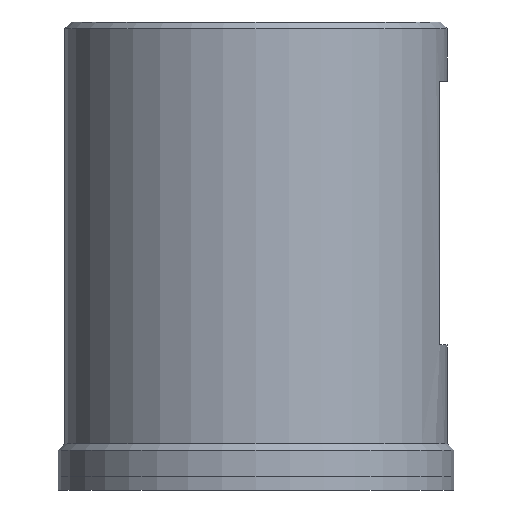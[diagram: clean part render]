
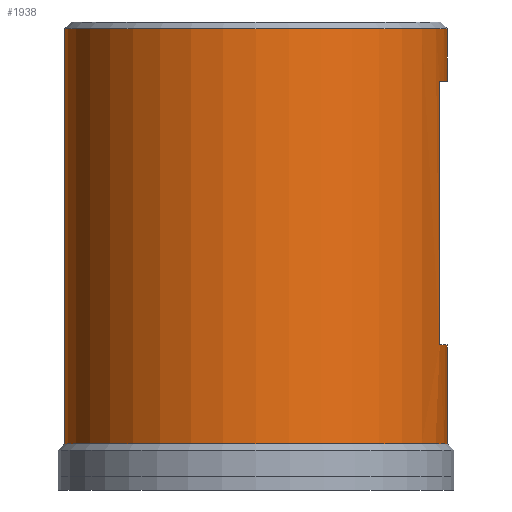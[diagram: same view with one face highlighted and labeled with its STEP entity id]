
A CAD part, left-side view. The second image highlights one B-rep face of the part: STEP entity #1938.
In plain terms, the highlighted cylindrical face has radius 29 mm (diameter 58 mm), a full revolution.
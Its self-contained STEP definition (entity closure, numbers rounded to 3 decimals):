
#13=B_SPLINE_CURVE_WITH_KNOTS('',3,(#3113,#3114,#3115,#3116,#3117,#3118,
#3119,#3120),.UNSPECIFIED.,.F.,.F.,(4,2,2,4),(2.539,2.688,
2.838,2.973),.UNSPECIFIED.);
#14=B_SPLINE_CURVE_WITH_KNOTS('',3,(#3130,#3131,#3132,#3133,#3134,#3135,
#3136,#3137),.UNSPECIFIED.,.F.,.F.,(4,2,2,4),(0.176,0.302,
0.453,0.603),.UNSPECIFIED.);
#15=B_SPLINE_CURVE_WITH_KNOTS('',3,(#3138,#3139,#3140,#3141,#3142,#3143,
#3144,#3145,#3146,#3147,#3148,#3149,#3150,#3151,#3152,#3153,#3154,#3155,
#3156,#3157,#3158,#3159,#3160),.UNSPECIFIED.,.F.,.F.,(4,2,2,2,2,2,2,3,2,
2,4),(1.763,1.918,2.111,2.304,
2.505,2.706,2.895,3.084,3.273,
3.462,3.633),.UNSPECIFIED.);
#30=FACE_BOUND('',#284,.T.);
#45=CYLINDRICAL_SURFACE('',#2086,29.);
#82=CIRCLE('',#2084,29.);
#83=CIRCLE('',#2085,29.);
#84=CIRCLE('',#2087,29.);
#85=CIRCLE('',#2088,29.);
#86=CIRCLE('',#2089,29.);
#178=FACE_OUTER_BOUND('',#283,.T.);
#283=EDGE_LOOP('',(#1673,#1674,#1675,#1676,#1677));
#284=EDGE_LOOP('',(#1678,#1679,#1680,#1681,#1682,#1683,#1684));
#508=LINE('',#3109,#735);
#509=LINE('',#3122,#736);
#510=LINE('',#3126,#737);
#735=VECTOR('',#2548,29.);
#736=VECTOR('',#2551,10.);
#737=VECTOR('',#2554,10.);
#913=VERTEX_POINT('',#3102);
#914=VERTEX_POINT('',#3104);
#915=VERTEX_POINT('',#3108);
#916=VERTEX_POINT('',#3111);
#917=VERTEX_POINT('',#3112);
#918=VERTEX_POINT('',#3121);
#919=VERTEX_POINT('',#3123);
#920=VERTEX_POINT('',#3125);
#921=VERTEX_POINT('',#3127);
#922=VERTEX_POINT('',#3129);
#1172=EDGE_CURVE('',#913,#914,#82,.T.);
#1173=EDGE_CURVE('',#914,#913,#83,.T.);
#1174=EDGE_CURVE('',#914,#915,#508,.T.);
#1175=EDGE_CURVE('',#915,#915,#84,.T.);
#1176=EDGE_CURVE('',#916,#917,#13,.T.);
#1177=EDGE_CURVE('',#916,#918,#509,.T.);
#1178=EDGE_CURVE('',#918,#919,#85,.T.);
#1179=EDGE_CURVE('',#919,#920,#510,.T.);
#1180=EDGE_CURVE('',#920,#921,#86,.T.);
#1181=EDGE_CURVE('',#922,#921,#14,.T.);
#1182=EDGE_CURVE('',#922,#917,#15,.T.);
#1673=ORIENTED_EDGE('',*,*,#1172,.F.);
#1674=ORIENTED_EDGE('',*,*,#1173,.F.);
#1675=ORIENTED_EDGE('',*,*,#1174,.T.);
#1676=ORIENTED_EDGE('',*,*,#1175,.F.);
#1677=ORIENTED_EDGE('',*,*,#1174,.F.);
#1678=ORIENTED_EDGE('',*,*,#1176,.F.);
#1679=ORIENTED_EDGE('',*,*,#1177,.T.);
#1680=ORIENTED_EDGE('',*,*,#1178,.T.);
#1681=ORIENTED_EDGE('',*,*,#1179,.T.);
#1682=ORIENTED_EDGE('',*,*,#1180,.T.);
#1683=ORIENTED_EDGE('',*,*,#1181,.F.);
#1684=ORIENTED_EDGE('',*,*,#1182,.T.);
#1938=ADVANCED_FACE('',(#178,#30),#45,.T.);
#2084=AXIS2_PLACEMENT_3D('',#3105,#2542,#2543);
#2085=AXIS2_PLACEMENT_3D('',#3106,#2544,#2545);
#2086=AXIS2_PLACEMENT_3D('',#3107,#2546,#2547);
#2087=AXIS2_PLACEMENT_3D('',#3110,#2549,#2550);
#2088=AXIS2_PLACEMENT_3D('',#3124,#2552,#2553);
#2089=AXIS2_PLACEMENT_3D('',#3128,#2555,#2556);
#2542=DIRECTION('center_axis',(0.,0.,1.));
#2543=DIRECTION('ref_axis',(-1.,0.,0.));
#2544=DIRECTION('center_axis',(0.,0.,1.));
#2545=DIRECTION('ref_axis',(-1.,0.,0.));
#2546=DIRECTION('center_axis',(0.,0.,1.));
#2547=DIRECTION('ref_axis',(1.,0.,0.));
#2548=DIRECTION('',(0.,0.,-1.));
#2549=DIRECTION('center_axis',(0.,0.,-1.));
#2550=DIRECTION('ref_axis',(1.,0.,0.));
#2551=DIRECTION('',(0.,0.,-1.));
#2552=DIRECTION('center_axis',(0.,0.,-1.));
#2553=DIRECTION('ref_axis',(1.,0.,0.));
#2554=DIRECTION('',(0.,0.,1.));
#2555=DIRECTION('center_axis',(0.,0.,1.));
#2556=DIRECTION('ref_axis',(1.,0.,0.));
#3102=CARTESIAN_POINT('',(29.,0.,68.));
#3104=CARTESIAN_POINT('',(-29.,0.,68.));
#3105=CARTESIAN_POINT('Origin',(0.,0.,68.));
#3106=CARTESIAN_POINT('Origin',(0.,0.,68.));
#3107=CARTESIAN_POINT('Origin',(0.,0.,3.));
#3108=CARTESIAN_POINT('',(-29.,0.,5.));
#3109=CARTESIAN_POINT('',(-29.,0.,3.));
#3110=CARTESIAN_POINT('Origin',(0.,0.,5.));
#3111=CARTESIAN_POINT('',(8.,-27.875,51.938));
#3112=CARTESIAN_POINT('',(10.222,-27.139,55.521));
#3113=CARTESIAN_POINT('Ctrl Pts',(8.,-27.875,51.938));
#3114=CARTESIAN_POINT('Ctrl Pts',(8.,-27.875,52.437));
#3115=CARTESIAN_POINT('Ctrl Pts',(8.099,-27.847,52.968));
#3116=CARTESIAN_POINT('Ctrl Pts',(8.499,-27.728,53.942));
#3117=CARTESIAN_POINT('Ctrl Pts',(8.798,-27.635,54.384));
#3118=CARTESIAN_POINT('Ctrl Pts',(9.444,-27.421,55.046));
#3119=CARTESIAN_POINT('Ctrl Pts',(9.817,-27.291,55.32));
#3120=CARTESIAN_POINT('Ctrl Pts',(10.222,-27.139,55.521));
#3121=CARTESIAN_POINT('',(8.,-27.875,20.));
#3122=CARTESIAN_POINT('',(8.,-27.875,3.));
#3123=CARTESIAN_POINT('',(-8.,-27.875,20.));
#3124=CARTESIAN_POINT('Origin',(0.,0.,20.));
#3125=CARTESIAN_POINT('',(-8.,-27.875,60.));
#3126=CARTESIAN_POINT('',(-8.,-27.875,3.));
#3127=CARTESIAN_POINT('',(-0.062,-29.,60.));
#3128=CARTESIAN_POINT('Origin',(0.,0.,60.));
#3129=CARTESIAN_POINT('',(3.521,-28.785,62.222));
#3130=CARTESIAN_POINT('Ctrl Pts',(3.521,-28.785,62.222));
#3131=CARTESIAN_POINT('Ctrl Pts',(3.324,-28.81,61.826));
#3132=CARTESIAN_POINT('Ctrl Pts',(3.061,-28.84,61.466));
#3133=CARTESIAN_POINT('Ctrl Pts',(2.411,-28.902,60.817));
#3134=CARTESIAN_POINT('Ctrl Pts',(1.962,-28.938,60.509));
#3135=CARTESIAN_POINT('Ctrl Pts',(0.977,-28.988,60.101));
#3136=CARTESIAN_POINT('Ctrl Pts',(0.441,-29.001,60.));
#3137=CARTESIAN_POINT('Ctrl Pts',(-0.062,-29.,
60.));
#3138=CARTESIAN_POINT('Ctrl Pts',(3.521,-28.785,62.222));
#3139=CARTESIAN_POINT('Ctrl Pts',(3.765,-28.756,62.714));
#3140=CARTESIAN_POINT('Ctrl Pts',(4.091,-28.712,63.16));
#3141=CARTESIAN_POINT('Ctrl Pts',(4.905,-28.586,63.979));
#3142=CARTESIAN_POINT('Ctrl Pts',(5.476,-28.485,64.368));
#3143=CARTESIAN_POINT('Ctrl Pts',(6.714,-28.219,64.878));
#3144=CARTESIAN_POINT('Ctrl Pts',(7.382,-28.052,65.));
#3145=CARTESIAN_POINT('Ctrl Pts',(8.644,-27.69,65.));
#3146=CARTESIAN_POINT('Ctrl Pts',(9.324,-27.468,64.869));
#3147=CARTESIAN_POINT('Ctrl Pts',(10.569,-27.014,64.343));
#3148=CARTESIAN_POINT('Ctrl Pts',(11.134,-26.782,63.948));
#3149=CARTESIAN_POINT('Ctrl Pts',(12.002,-26.404,63.057));
#3150=CARTESIAN_POINT('Ctrl Pts',(12.374,-26.229,62.509));
#3151=CARTESIAN_POINT('Ctrl Pts',(12.874,-25.987,61.296));
#3152=CARTESIAN_POINT('Ctrl Pts',(13.,-25.923,60.63));
#3153=CARTESIAN_POINT('Ctrl Pts',(13.,-25.923,60.));
#3154=CARTESIAN_POINT('Ctrl Pts',(13.,-25.923,59.37));
#3155=CARTESIAN_POINT('Ctrl Pts',(12.874,-25.987,58.704));
#3156=CARTESIAN_POINT('Ctrl Pts',(12.374,-26.229,57.491));
#3157=CARTESIAN_POINT('Ctrl Pts',(12.002,-26.404,56.943));
#3158=CARTESIAN_POINT('Ctrl Pts',(11.201,-26.753,56.121));
#3159=CARTESIAN_POINT('Ctrl Pts',(10.736,-26.945,55.776));
#3160=CARTESIAN_POINT('Ctrl Pts',(10.222,-27.139,55.521));
